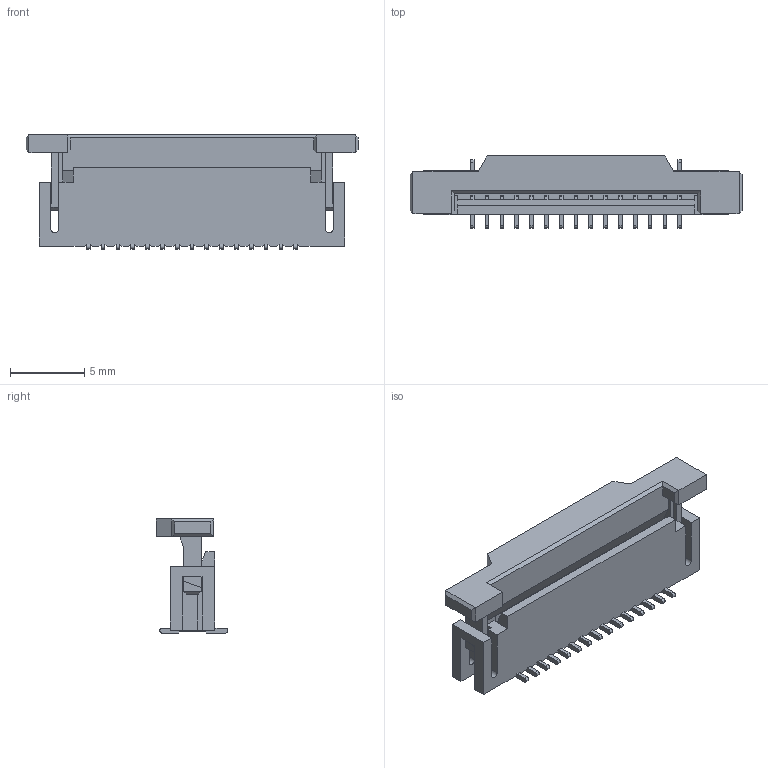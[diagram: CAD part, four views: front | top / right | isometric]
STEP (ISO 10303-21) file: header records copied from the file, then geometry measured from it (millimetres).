
FILE_DESCRIPTION(('FreeCAD Model'),'2;1');
FILE_NAME('TE_1-1734248-5.step', '2022-01-09T23:57:18',('kicad StepUp'),('ksu MCAD'), 'Open CASCADE STEP processor 7.3','FreeCAD','Unknown');
FILE_SCHEMA(('AUTOMOTIVE_DESIGN { 1 0 10303 214 1 1 1 1 }'));
Length unit declared in the file: millimetre
Products named in the file (1): TE_1-1734248-5
Bounding box: 22.4 x 4.85 x 7.7 mm (x, y, z)
Volume: 308.6 mm3; surface area: 1177 mm2
Topology: 17 solids, 17 shells, 1144 faces, 3348 edges, 2204 vertices
Faces by surface type: plane 870, cylinder 274
Entity records: 45606 total; most frequent: CARTESIAN_POINT 6697, ORIENTED_EDGE 6696, DIRECTION 6186, EDGE_CURVE 3348, LINE 2800, VECTOR 2800, VERTEX_POINT 2204, AXIS2_PLACEMENT_3D 1693
